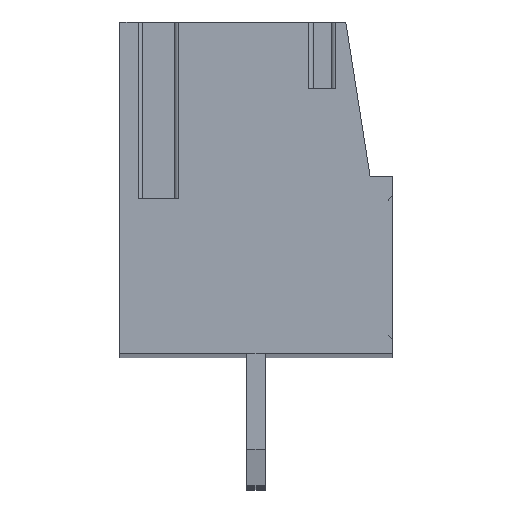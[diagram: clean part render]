
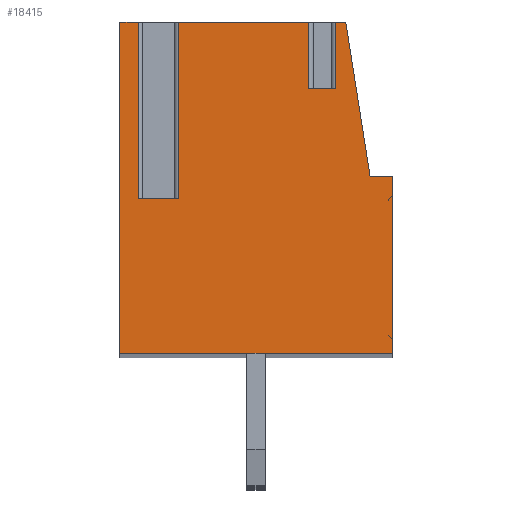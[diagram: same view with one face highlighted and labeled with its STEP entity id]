
A CAD part, top view. The second image highlights one B-rep face of the part: STEP entity #18415.
In plain terms, the highlighted planar face has unit normal (0, 0, 1).
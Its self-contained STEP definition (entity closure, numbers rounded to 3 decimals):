
#5293=DIRECTION('',(0.,1.,0.));
#5294=VECTOR('',#5293,1.8);
#5295=CARTESIAN_POINT('',(1.436,2.4,1.75));
#5296=LINE('',#5295,#5294);
#5297=DIRECTION('',(0.,1.,0.));
#5298=VECTOR('',#5297,1.8);
#5299=CARTESIAN_POINT('',(2.164,2.4,1.75));
#5300=LINE('',#5299,#5298);
#5301=DIRECTION('',(-1.,0.,0.));
#5302=VECTOR('',#5301,0.276);
#5303=CARTESIAN_POINT('',(2.44,4.2,1.75));
#5304=LINE('',#5303,#5302);
#5305=DIRECTION('',(-0.155,0.988,0.));
#5306=VECTOR('',#5305,4.252);
#5307=CARTESIAN_POINT('',(3.1,0.,1.75));
#5308=LINE('',#5307,#5306);
#5309=DIRECTION('',(-1.,0.,0.));
#5310=VECTOR('',#5309,0.6);
#5311=CARTESIAN_POINT('',(3.7,0.,1.75));
#5312=LINE('',#5311,#5310);
#5313=DIRECTION('',(0.,1.,0.));
#5314=VECTOR('',#5313,4.8);
#5315=CARTESIAN_POINT('',(3.7,-4.8,1.75));
#5316=LINE('',#5315,#5314);
#5317=DIRECTION('',(1.,0.,0.));
#5318=VECTOR('',#5317,7.4);
#5319=CARTESIAN_POINT('',(-3.7,-4.8,1.75));
#5320=LINE('',#5319,#5318);
#5321=DIRECTION('',(0.,-1.,0.));
#5322=VECTOR('',#5321,9.);
#5323=CARTESIAN_POINT('',(-3.7,4.2,1.75));
#5324=LINE('',#5323,#5322);
#5325=DIRECTION('',(-1.,0.,0.));
#5326=VECTOR('',#5325,0.504);
#5327=CARTESIAN_POINT('',(-3.196,4.2,1.75));
#5328=LINE('',#5327,#5326);
#5329=DIRECTION('',(0.,1.,0.));
#5330=VECTOR('',#5329,4.8);
#5331=CARTESIAN_POINT('',(-3.196,-0.6,1.75));
#5332=LINE('',#5331,#5330);
#5333=DIRECTION('',(-1.,0.,0.));
#5334=VECTOR('',#5333,1.093);
#5335=CARTESIAN_POINT('',(-2.104,-0.6,1.75));
#5336=LINE('',#5335,#5334);
#5337=DIRECTION('',(0.,1.,0.));
#5338=VECTOR('',#5337,4.8);
#5339=CARTESIAN_POINT('',(-2.104,-0.6,1.75));
#5340=LINE('',#5339,#5338);
#5341=DIRECTION('',(-1.,0.,0.));
#5342=VECTOR('',#5341,3.54);
#5343=CARTESIAN_POINT('',(1.436,4.2,1.75));
#5344=LINE('',#5343,#5342);
#5354=DIRECTION('',(1.,0.,0.));
#5355=VECTOR('',#5354,0.728);
#5356=CARTESIAN_POINT('',(1.436,2.4,1.75));
#5357=LINE('',#5356,#5355);
#8481=CARTESIAN_POINT('',(3.7,0.,1.75));
#8482=CARTESIAN_POINT('',(3.1,0.,1.75));
#8483=VERTEX_POINT('',#8481);
#8484=VERTEX_POINT('',#8482);
#8485=CARTESIAN_POINT('',(2.44,4.2,1.75));
#8486=VERTEX_POINT('',#8485);
#8487=CARTESIAN_POINT('',(-3.7,4.2,1.75));
#8488=CARTESIAN_POINT('',(-3.7,-4.8,1.75));
#8489=VERTEX_POINT('',#8487);
#8490=VERTEX_POINT('',#8488);
#8491=CARTESIAN_POINT('',(3.7,-4.8,1.75));
#8492=VERTEX_POINT('',#8491);
#8501=CARTESIAN_POINT('',(-2.104,-0.6,1.75));
#8502=CARTESIAN_POINT('',(-3.196,-0.6,1.75));
#8503=VERTEX_POINT('',#8501);
#8504=VERTEX_POINT('',#8502);
#8505=CARTESIAN_POINT('',(-3.196,4.2,1.75));
#8506=VERTEX_POINT('',#8505);
#8507=CARTESIAN_POINT('',(-2.104,4.2,1.75));
#8508=VERTEX_POINT('',#8507);
#8513=CARTESIAN_POINT('',(1.436,4.2,1.75));
#8514=VERTEX_POINT('',#8513);
#8516=CARTESIAN_POINT('',(2.164,4.2,1.75));
#8518=VERTEX_POINT('',#8516);
#8581=CARTESIAN_POINT('',(1.436,2.4,1.75));
#8582=VERTEX_POINT('',#8581);
#8584=CARTESIAN_POINT('',(2.164,2.4,1.75));
#8586=VERTEX_POINT('',#8584);
#18384=CARTESIAN_POINT('',(0.,0.,1.75));
#18385=DIRECTION('',(0.,0.,1.));
#18386=DIRECTION('',(1.,0.,0.));
#18387=AXIS2_PLACEMENT_3D('',#18384,#18385,#18386);
#18388=PLANE('',#18387);
#18390=ORIENTED_EDGE('',*,*,#18389,.F.);
#18392=ORIENTED_EDGE('',*,*,#18391,.T.);
#18394=ORIENTED_EDGE('',*,*,#18393,.T.);
#18395=ORIENTED_EDGE('',*,*,#11086,.F.);
#18397=ORIENTED_EDGE('',*,*,#18396,.F.);
#18399=ORIENTED_EDGE('',*,*,#18398,.F.);
#18401=ORIENTED_EDGE('',*,*,#18400,.F.);
#18403=ORIENTED_EDGE('',*,*,#18402,.F.);
#18404=ORIENTED_EDGE('',*,*,#17350,.F.);
#18405=ORIENTED_EDGE('',*,*,#11110,.F.);
#18407=ORIENTED_EDGE('',*,*,#18406,.F.);
#18409=ORIENTED_EDGE('',*,*,#18408,.F.);
#18411=ORIENTED_EDGE('',*,*,#18410,.T.);
#18412=ORIENTED_EDGE('',*,*,#11098,.F.);
#18413=EDGE_LOOP('',(#18390,#18392,#18394,#18395,#18397,#18399,#18401,#18403,
#18404,#18405,#18407,#18409,#18411,#18412));
#18414=FACE_OUTER_BOUND('',#18413,.F.);
#11086=EDGE_CURVE('',#8486,#8518,#5304,.T.);
#11098=EDGE_CURVE('',#8514,#8508,#5344,.T.);
#11110=EDGE_CURVE('',#8506,#8489,#5328,.T.);
#17350=EDGE_CURVE('',#8489,#8490,#5324,.T.);
#18389=EDGE_CURVE('',#8582,#8514,#5296,.T.);
#18391=EDGE_CURVE('',#8582,#8586,#5357,.T.);
#18393=EDGE_CURVE('',#8586,#8518,#5300,.T.);
#18396=EDGE_CURVE('',#8484,#8486,#5308,.T.);
#18398=EDGE_CURVE('',#8483,#8484,#5312,.T.);
#18400=EDGE_CURVE('',#8492,#8483,#5316,.T.);
#18402=EDGE_CURVE('',#8490,#8492,#5320,.T.);
#18406=EDGE_CURVE('',#8504,#8506,#5332,.T.);
#18408=EDGE_CURVE('',#8503,#8504,#5336,.T.);
#18410=EDGE_CURVE('',#8503,#8508,#5340,.T.);
#18415=ADVANCED_FACE('',(#18414),#18388,.T.);
